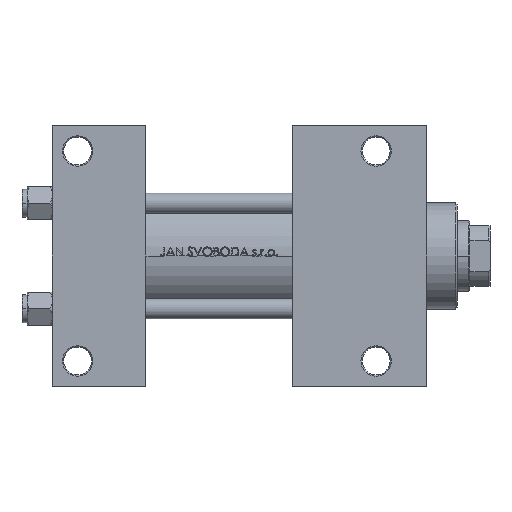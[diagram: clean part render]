
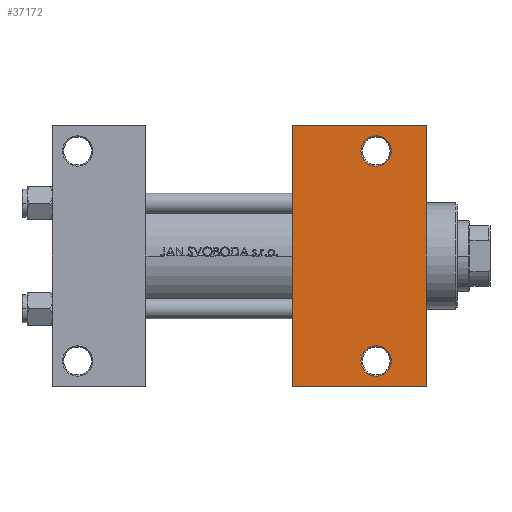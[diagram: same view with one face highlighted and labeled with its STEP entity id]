
A CAD part, front view. The second image highlights one B-rep face of the part: STEP entity #37172.
In plain terms, the highlighted face is planar.
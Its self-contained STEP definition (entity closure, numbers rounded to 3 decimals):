
#34 = VECTOR ( 'NONE', #2164, 1000. ) ;
#277 = CARTESIAN_POINT ( 'NONE',  ( 148., 30., -30. ) ) ;
#895 = DIRECTION ( 'NONE',  ( 0., 1., 0. ) ) ;
#1066 = EDGE_CURVE ( 'NONE', #3570, #4557, #43608, .T. ) ;
#1753 = CIRCLE ( 'NONE', #29700, 6. ) ;
#2164 = DIRECTION ( 'NONE',  ( 0., -1., 0. ) ) ;
#3570 = VERTEX_POINT ( 'NONE', #41271 ) ;
#3893 = CARTESIAN_POINT ( 'NONE',  ( 122., -41.5, -30. ) ) ;
#4006 = FACE_BOUND ( 'NONE', #9739, .T. ) ;
#4091 = CARTESIAN_POINT ( 'NONE',  ( 148., 30., -30. ) ) ;
#4466 = AXIS2_PLACEMENT_3D ( 'NONE', #277, #23997, #8478 ) ;
#4557 = VERTEX_POINT ( 'NONE', #8513 ) ;
#5719 = DIRECTION ( 'NONE',  ( 0., 1., 0. ) ) ;
#6423 = VERTEX_POINT ( 'NONE', #28610 ) ;
#6505 = VERTEX_POINT ( 'NONE', #41085 ) ;
#7515 = EDGE_CURVE ( 'NONE', #19844, #18439, #1753, .T. ) ;
#7878 = EDGE_CURVE ( 'NONE', #18439, #19844, #48061, .T. ) ;
#8478 = DIRECTION ( 'NONE',  ( 0., 1., 0. ) ) ;
#8513 = CARTESIAN_POINT ( 'NONE',  ( 95., -51.5, -30. ) ) ;
#9739 = EDGE_LOOP ( 'NONE', ( #10188, #26926 ) ) ;
#10188 = ORIENTED_EDGE ( 'NONE', *, *, #7515, .T. ) ;
#11101 = LINE ( 'NONE', #30107, #38951 ) ;
#12415 = ORIENTED_EDGE ( 'NONE', *, *, #32747, .T. ) ;
#14204 = ORIENTED_EDGE ( 'NONE', *, *, #42373, .T. ) ;
#14511 = ORIENTED_EDGE ( 'NONE', *, *, #23482, .T. ) ;
#14827 = VECTOR ( 'NONE', #45952, 1000. ) ;
#15853 = DIRECTION ( 'NONE',  ( 0., 1., 0. ) ) ;
#16650 = CARTESIAN_POINT ( 'NONE',  ( 95., 30., -30. ) ) ;
#16969 = DIRECTION ( 'NONE',  ( 0., 0., 1. ) ) ;
#18166 = CARTESIAN_POINT ( 'NONE',  ( 134., -41.5, -30. ) ) ;
#18439 = VERTEX_POINT ( 'NONE', #18166 ) ;
#18503 = CIRCLE ( 'NONE', #42417, 6. ) ;
#19245 = FACE_OUTER_BOUND ( 'NONE', #31935, .T. ) ;
#19332 = LINE ( 'NONE', #4091, #22243 ) ;
#19844 = VERTEX_POINT ( 'NONE', #3893 ) ;
#19869 = DIRECTION ( 'NONE',  ( 0., 0., 1. ) ) ;
#20451 = CARTESIAN_POINT ( 'NONE',  ( 95., 51.5, -30. ) ) ;
#22243 = VECTOR ( 'NONE', #35070, 1000. ) ;
#23361 = DIRECTION ( 'NONE',  ( 0., 0., 1. ) ) ;
#23482 = EDGE_CURVE ( 'NONE', #44755, #6505, #18503, .T. ) ;
#23997 = DIRECTION ( 'NONE',  ( 0., 0., -1. ) ) ;
#24604 = VERTEX_POINT ( 'NONE', #43642 ) ;
#25465 = EDGE_CURVE ( 'NONE', #6505, #44755, #44887, .T. ) ;
#26755 = CARTESIAN_POINT ( 'NONE',  ( 134., 41.5, -30. ) ) ;
#26926 = ORIENTED_EDGE ( 'NONE', *, *, #7878, .T. ) ;
#27780 = DIRECTION ( 'NONE',  ( 0., 1., 0. ) ) ;
#28120 = AXIS2_PLACEMENT_3D ( 'NONE', #39940, #16969, #5719 ) ;
#28610 = CARTESIAN_POINT ( 'NONE',  ( 148., 51.5, -30. ) ) ;
#28924 = ORIENTED_EDGE ( 'NONE', *, *, #42486, .T. ) ;
#29191 = ORIENTED_EDGE ( 'NONE', *, *, #1066, .F. ) ;
#29700 = AXIS2_PLACEMENT_3D ( 'NONE', #41161, #23361, #15853 ) ;
#30107 = CARTESIAN_POINT ( 'NONE',  ( 95., -51.5, -30. ) ) ;
#30347 = DIRECTION ( 'NONE',  ( -1., 0., 0. ) ) ;
#30553 = AXIS2_PLACEMENT_3D ( 'NONE', #31770, #39000, #27780 ) ;
#30741 = LINE ( 'NONE', #20451, #14827 ) ;
#31174 = ORIENTED_EDGE ( 'NONE', *, *, #25465, .T. ) ;
#31770 = CARTESIAN_POINT ( 'NONE',  ( 128., -41.5, -30. ) ) ;
#31935 = EDGE_LOOP ( 'NONE', ( #29191, #12415, #28924, #14204 ) ) ;
#32747 = EDGE_CURVE ( 'NONE', #3570, #6423, #30741, .T. ) ;
#34495 = PLANE ( 'NONE',  #4466 ) ;
#35070 = DIRECTION ( 'NONE',  ( 0., -1., 0. ) ) ;
#37172 = ADVANCED_FACE ( 'NONE', ( #38236, #4006, #19245 ), #34495, .T. ) ;
#38236 = FACE_BOUND ( 'NONE', #43432, .T. ) ;
#38951 = VECTOR ( 'NONE', #30347, 1000. ) ;
#39000 = DIRECTION ( 'NONE',  ( 0., 0., 1. ) ) ;
#39093 = CARTESIAN_POINT ( 'NONE',  ( 128., 41.5, -30. ) ) ;
#39940 = CARTESIAN_POINT ( 'NONE',  ( 128., 41.5, -30. ) ) ;
#41085 = CARTESIAN_POINT ( 'NONE',  ( 122., 41.5, -30. ) ) ;
#41161 = CARTESIAN_POINT ( 'NONE',  ( 128., -41.5, -30. ) ) ;
#41271 = CARTESIAN_POINT ( 'NONE',  ( 95., 51.5, -30. ) ) ;
#42373 = EDGE_CURVE ( 'NONE', #24604, #4557, #11101, .T. ) ;
#42417 = AXIS2_PLACEMENT_3D ( 'NONE', #39093, #19869, #895 ) ;
#42486 = EDGE_CURVE ( 'NONE', #6423, #24604, #19332, .T. ) ;
#43432 = EDGE_LOOP ( 'NONE', ( #31174, #14511 ) ) ;
#43608 = LINE ( 'NONE', #16650, #34 ) ;
#43642 = CARTESIAN_POINT ( 'NONE',  ( 148., -51.5, -30. ) ) ;
#44755 = VERTEX_POINT ( 'NONE', #26755 ) ;
#44887 = CIRCLE ( 'NONE', #28120, 6. ) ;
#45952 = DIRECTION ( 'NONE',  ( 1., 0., 0. ) ) ;
#48061 = CIRCLE ( 'NONE', #30553, 6. ) ;
